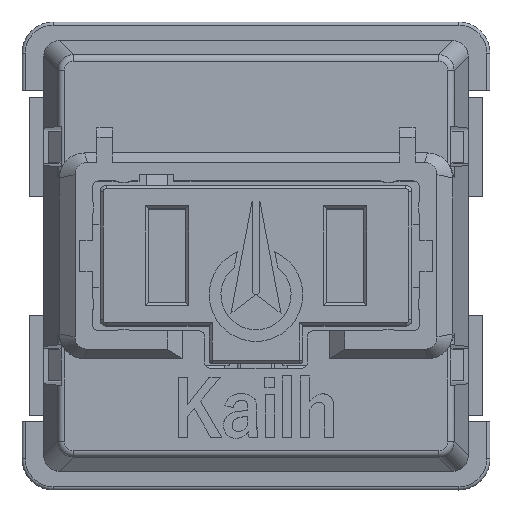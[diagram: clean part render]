
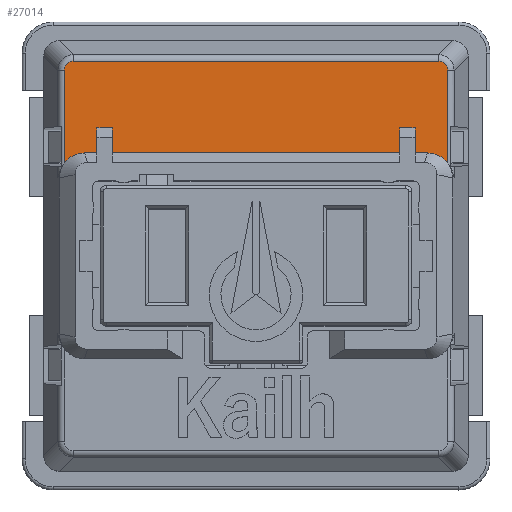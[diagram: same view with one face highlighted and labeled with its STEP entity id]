
A CAD part, top view. The second image highlights one B-rep face of the part: STEP entity #27014.
In plain terms, the highlighted planar face has unit normal (0, 0, 1).
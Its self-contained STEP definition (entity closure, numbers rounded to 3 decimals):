
#23358 = VERTEX_POINT('',#23359);
#23359 = CARTESIAN_POINT('',(6.142,2.977,2.));
#23376 = VERTEX_POINT('',#23377);
#23377 = CARTESIAN_POINT('',(6.142,5.95,2.));
#23384 = EDGE_CURVE('',#23358,#23376,#23385,.T.);
#23385 = LINE('',#23386,#23387);
#23386 = CARTESIAN_POINT('',(6.142,2.5,2.));
#23387 = VECTOR('',#23388,1.);
#23388 = DIRECTION('',(0.,1.,0.));
#24142 = VERTEX_POINT('',#24143);
#24143 = CARTESIAN_POINT('',(-6.142,2.977,2.));
#24160 = EDGE_CURVE('',#24142,#24161,#24163,.T.);
#24161 = VERTEX_POINT('',#24162);
#24162 = CARTESIAN_POINT('',(-6.142,5.95,2.));
#24163 = LINE('',#24164,#24165);
#24164 = CARTESIAN_POINT('',(-6.142,2.5,2.));
#24165 = VECTOR('',#24166,1.);
#24166 = DIRECTION('',(0.,1.,0.));
#27014 = ADVANCED_FACE('',(#27015),#27131,.T.);
#27015 = FACE_BOUND('',#27016,.T.);
#27016 = EDGE_LOOP('',(#27017,#27018,#27027,#27035,#27043,#27051,#27059,
    #27067,#27075,#27083,#27091,#27099,#27106,#27107,#27116,#27124));
#27017 = ORIENTED_EDGE('',*,*,#24160,.F.);
#27018 = ORIENTED_EDGE('',*,*,#27019,.F.);
#27019 = EDGE_CURVE('',#27020,#24142,#27022,.T.);
#27020 = VERTEX_POINT('',#27021);
#27021 = CARTESIAN_POINT('',(-5.5,3.3,2.));
#27022 = CIRCLE('',#27023,0.8);
#27023 = AXIS2_PLACEMENT_3D('',#27024,#27025,#27026);
#27024 = CARTESIAN_POINT('',(-5.5,2.5,2.));
#27025 = DIRECTION('',(0.,0.,1.));
#27026 = DIRECTION('',(1.,0.,-0.));
#27027 = ORIENTED_EDGE('',*,*,#27028,.T.);
#27028 = EDGE_CURVE('',#27020,#27029,#27031,.T.);
#27029 = VERTEX_POINT('',#27030);
#27030 = CARTESIAN_POINT('',(-5.1,3.3,2.));
#27031 = LINE('',#27032,#27033);
#27032 = CARTESIAN_POINT('',(-5.5,3.3,2.));
#27033 = VECTOR('',#27034,1.);
#27034 = DIRECTION('',(1.,0.,0.));
#27035 = ORIENTED_EDGE('',*,*,#27036,.T.);
#27036 = EDGE_CURVE('',#27029,#27037,#27039,.T.);
#27037 = VERTEX_POINT('',#27038);
#27038 = CARTESIAN_POINT('',(-5.1,4.1,2.));
#27039 = LINE('',#27040,#27041);
#27040 = CARTESIAN_POINT('',(-5.1,3.3,2.));
#27041 = VECTOR('',#27042,1.);
#27042 = DIRECTION('',(0.,1.,0.));
#27043 = ORIENTED_EDGE('',*,*,#27044,.T.);
#27044 = EDGE_CURVE('',#27037,#27045,#27047,.T.);
#27045 = VERTEX_POINT('',#27046);
#27046 = CARTESIAN_POINT('',(-4.6,4.1,2.));
#27047 = LINE('',#27048,#27049);
#27048 = CARTESIAN_POINT('',(-5.1,4.1,2.));
#27049 = VECTOR('',#27050,1.);
#27050 = DIRECTION('',(1.,0.,0.));
#27051 = ORIENTED_EDGE('',*,*,#27052,.T.);
#27052 = EDGE_CURVE('',#27045,#27053,#27055,.T.);
#27053 = VERTEX_POINT('',#27054);
#27054 = CARTESIAN_POINT('',(-4.6,3.3,2.));
#27055 = LINE('',#27056,#27057);
#27056 = CARTESIAN_POINT('',(-4.6,4.1,2.));
#27057 = VECTOR('',#27058,1.);
#27058 = DIRECTION('',(0.,-1.,0.));
#27059 = ORIENTED_EDGE('',*,*,#27060,.T.);
#27060 = EDGE_CURVE('',#27053,#27061,#27063,.T.);
#27061 = VERTEX_POINT('',#27062);
#27062 = CARTESIAN_POINT('',(4.6,3.3,2.));
#27063 = LINE('',#27064,#27065);
#27064 = CARTESIAN_POINT('',(-4.6,3.3,2.));
#27065 = VECTOR('',#27066,1.);
#27066 = DIRECTION('',(1.,0.,0.));
#27067 = ORIENTED_EDGE('',*,*,#27068,.T.);
#27068 = EDGE_CURVE('',#27061,#27069,#27071,.T.);
#27069 = VERTEX_POINT('',#27070);
#27070 = CARTESIAN_POINT('',(4.6,4.1,2.));
#27071 = LINE('',#27072,#27073);
#27072 = CARTESIAN_POINT('',(4.6,3.3,2.));
#27073 = VECTOR('',#27074,1.);
#27074 = DIRECTION('',(0.,1.,0.));
#27075 = ORIENTED_EDGE('',*,*,#27076,.T.);
#27076 = EDGE_CURVE('',#27069,#27077,#27079,.T.);
#27077 = VERTEX_POINT('',#27078);
#27078 = CARTESIAN_POINT('',(5.1,4.1,2.));
#27079 = LINE('',#27080,#27081);
#27080 = CARTESIAN_POINT('',(4.6,4.1,2.));
#27081 = VECTOR('',#27082,1.);
#27082 = DIRECTION('',(1.,0.,0.));
#27083 = ORIENTED_EDGE('',*,*,#27084,.T.);
#27084 = EDGE_CURVE('',#27077,#27085,#27087,.T.);
#27085 = VERTEX_POINT('',#27086);
#27086 = CARTESIAN_POINT('',(5.1,3.3,2.));
#27087 = LINE('',#27088,#27089);
#27088 = CARTESIAN_POINT('',(5.1,4.1,2.));
#27089 = VECTOR('',#27090,1.);
#27090 = DIRECTION('',(0.,-1.,0.));
#27091 = ORIENTED_EDGE('',*,*,#27092,.T.);
#27092 = EDGE_CURVE('',#27085,#27093,#27095,.T.);
#27093 = VERTEX_POINT('',#27094);
#27094 = CARTESIAN_POINT('',(5.5,3.3,2.));
#27095 = LINE('',#27096,#27097);
#27096 = CARTESIAN_POINT('',(5.1,3.3,2.));
#27097 = VECTOR('',#27098,1.);
#27098 = DIRECTION('',(1.,0.,0.));
#27099 = ORIENTED_EDGE('',*,*,#27100,.F.);
#27100 = EDGE_CURVE('',#23358,#27093,#27101,.T.);
#27101 = CIRCLE('',#27102,0.8);
#27102 = AXIS2_PLACEMENT_3D('',#27103,#27104,#27105);
#27103 = CARTESIAN_POINT('',(5.5,2.5,2.));
#27104 = DIRECTION('',(0.,0.,1.));
#27105 = DIRECTION('',(1.,0.,-0.));
#27106 = ORIENTED_EDGE('',*,*,#23384,.T.);
#27107 = ORIENTED_EDGE('',*,*,#27108,.T.);
#27108 = EDGE_CURVE('',#23376,#27109,#27111,.T.);
#27109 = VERTEX_POINT('',#27110);
#27110 = CARTESIAN_POINT('',(5.85,6.242,2.));
#27111 = CIRCLE('',#27112,0.292);
#27112 = AXIS2_PLACEMENT_3D('',#27113,#27114,#27115);
#27113 = CARTESIAN_POINT('',(5.85,5.95,2.));
#27114 = DIRECTION('',(0.,-0.,1.));
#27115 = DIRECTION('',(1.,0.,0.));
#27116 = ORIENTED_EDGE('',*,*,#27117,.F.);
#27117 = EDGE_CURVE('',#27118,#27109,#27120,.T.);
#27118 = VERTEX_POINT('',#27119);
#27119 = CARTESIAN_POINT('',(-5.85,6.242,2.));
#27120 = LINE('',#27121,#27122);
#27121 = CARTESIAN_POINT('',(-7.5,6.242,2.));
#27122 = VECTOR('',#27123,1.);
#27123 = DIRECTION('',(1.,0.,0.));
#27124 = ORIENTED_EDGE('',*,*,#27125,.F.);
#27125 = EDGE_CURVE('',#24161,#27118,#27126,.T.);
#27126 = CIRCLE('',#27127,0.292);
#27127 = AXIS2_PLACEMENT_3D('',#27128,#27129,#27130);
#27128 = CARTESIAN_POINT('',(-5.85,5.95,2.));
#27129 = DIRECTION('',(0.,0.,-1.));
#27130 = DIRECTION('',(-1.,0.,0.));
#27131 = PLANE('',#27132);
#27132 = AXIS2_PLACEMENT_3D('',#27133,#27134,#27135);
#27133 = CARTESIAN_POINT('',(-6.3,10.,2.));
#27134 = DIRECTION('',(0.,0.,1.));
#27135 = DIRECTION('',(1.,0.,0.));
